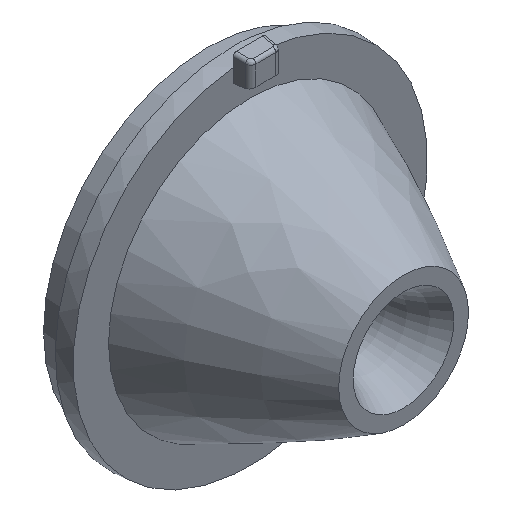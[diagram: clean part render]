
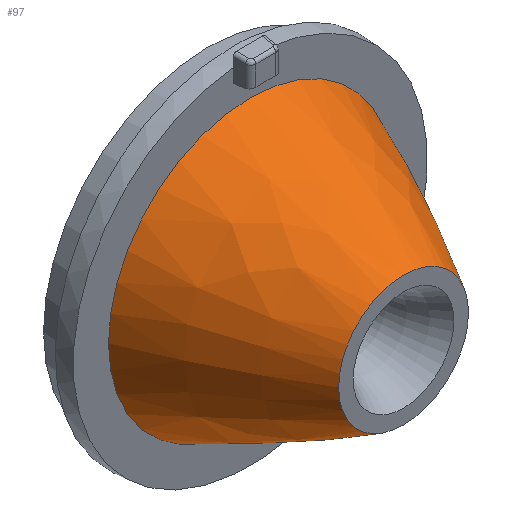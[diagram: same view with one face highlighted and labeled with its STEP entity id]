
A CAD part, isometric view. The second image highlights one B-rep face of the part: STEP entity #97.
In plain terms, the highlighted free-form (B-spline) face has degree [3, 3] with [4, 7] control points.
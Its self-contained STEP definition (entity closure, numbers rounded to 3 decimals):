
#97=ADVANCED_FACE('',(#125,#126),#127,.T.);
#125=FACE_OUTER_BOUND('',#301,.T.);
#126=FACE_OUTER_BOUND('',#302,.T.);
#127=(B_SPLINE_SURFACE(3,3,((#304,#305,#306,#307,#308,#309,#310),(#311,#312,#313,#314,#315,#316,#317),(#318,#319,#320,#321,#322,#323,#324),(#325,#326,#327,#328,#329,#330,#331)),.UNSPECIFIED.,.F.,.T.,.F.)B_SPLINE_SURFACE_WITH_KNOTS((4,4),(4,3,4),(0.0,6.283),(0.383,0.465,0.546),.UNSPECIFIED.)RATIONAL_B_SPLINE_SURFACE(((1.0,0.333,0.333,1.0,0.333,0.333,1.0),(0.998,0.333,0.333,0.998,0.333,0.333,0.998),(0.998,0.333,0.333,0.998,0.333,0.333,0.998),(1.0,0.333,0.333,1.0,0.333,0.333,1.0)))BOUNDED_SURFACE()REPRESENTATION_ITEM('')GEOMETRIC_REPRESENTATION_ITEM()SURFACE());
#301=EDGE_LOOP('',(#473));
#302=EDGE_LOOP('',(#474));
#304=CARTESIAN_POINT('',(0.,0.,5.955));
#305=CARTESIAN_POINT('',(-11.91,0.,5.955));
#306=CARTESIAN_POINT('',(-11.91,0.,-5.955));
#307=CARTESIAN_POINT('',(0.,0.,-5.955));
#308=CARTESIAN_POINT('',(11.91,0.,-5.955));
#309=CARTESIAN_POINT('',(11.91,0.,5.955));
#310=CARTESIAN_POINT('',(0.,0.,5.955));
#311=CARTESIAN_POINT('',(0.,4.49,8.684));
#312=CARTESIAN_POINT('',(-17.368,4.49,8.684));
#313=CARTESIAN_POINT('',(-17.368,4.49,-8.684));
#314=CARTESIAN_POINT('',(0.,4.49,-8.684));
#315=CARTESIAN_POINT('',(17.368,4.49,-8.684));
#316=CARTESIAN_POINT('',(17.368,4.49,8.684));
#317=CARTESIAN_POINT('',(0.,4.49,8.684));
#318=CARTESIAN_POINT('',(0.,9.187,11.039));
#319=CARTESIAN_POINT('',(-22.077,9.187,11.039));
#320=CARTESIAN_POINT('',(-22.077,9.187,-11.039));
#321=CARTESIAN_POINT('',(0.,9.187,-11.039));
#322=CARTESIAN_POINT('',(22.077,9.187,-11.039));
#323=CARTESIAN_POINT('',(22.077,9.187,11.039));
#324=CARTESIAN_POINT('',(0.,9.187,11.039));
#325=CARTESIAN_POINT('',(0.,14.06,13.003));
#326=CARTESIAN_POINT('',(-26.007,14.06,13.003));
#327=CARTESIAN_POINT('',(-26.007,14.06,-13.003));
#328=CARTESIAN_POINT('',(0.,14.06,-13.003));
#329=CARTESIAN_POINT('',(26.007,14.06,-13.003));
#330=CARTESIAN_POINT('',(26.007,14.06,13.003));
#331=CARTESIAN_POINT('',(0.,14.06,13.003));
#473=ORIENTED_EDGE('',*,*,#607,.T.);
#474=ORIENTED_EDGE('',*,*,#608,.F.);
#607=EDGE_CURVE('',#664,#664,#665,.T.);
#608=EDGE_CURVE('',#666,#666,#667,.T.);
#664=VERTEX_POINT('',#746);
#665=CIRCLE('',#747,13.003);
#666=VERTEX_POINT('',#748);
#667=CIRCLE('',#749,5.955);
#746=CARTESIAN_POINT('',(0.,14.06,13.003));
#747=AXIS2_PLACEMENT_3D('',#846,#847,#848);
#748=CARTESIAN_POINT('',(0.,0.,5.955));
#749=AXIS2_PLACEMENT_3D('',#849,#850,#851);
#846=CARTESIAN_POINT('',(0.0,14.06,0.0));
#847=DIRECTION('',(0.0,-1.0,0.0));
#848=DIRECTION('',(0.,0.0,1.0));
#849=CARTESIAN_POINT('',(0.0,0.,0.0));
#850=DIRECTION('',(0.0,-1.0,0.0));
#851=DIRECTION('',(0.,0.0,1.0));
